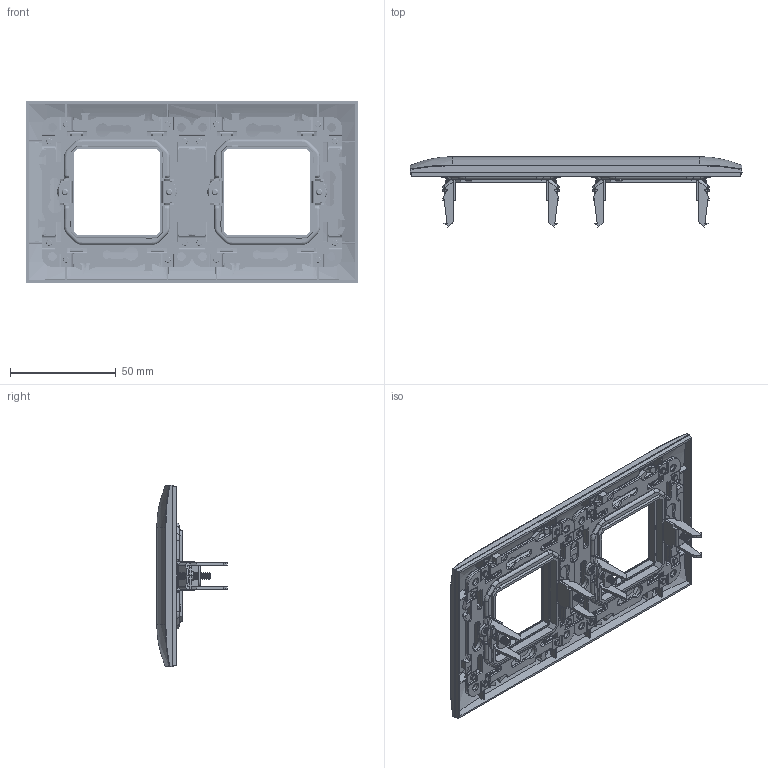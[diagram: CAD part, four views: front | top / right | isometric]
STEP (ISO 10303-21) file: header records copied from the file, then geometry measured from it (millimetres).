
FILE_DESCRIPTION (( 'STEP AP203' ), '1' );
FILE_NAME ('SK-M22 SKANDY Ðàìêà 2-ìåñò. SK-F02 IEK.STEP', '2024-06-10T08:32:06', ( '' ), ( '' ), 'SwSTEP 2.0', 'SolidWorks 2022', '' );
FILE_SCHEMA (( 'CONFIG_CONTROL_DESIGN' ));
Products named in the file (1): SK-M22 SKANDY Рамка 2-мест. SK-F02 IEK
Bounding box: 157 x 33.41 x 86 mm (x, y, z)
Volume: 36855.1 mm3; surface area: 62404.4 mm2
Topology: 17 solids, 17 shells, 4276 faces, 12076 edges, 7769 vertices
Faces by surface type: plane 2060, cylinder 1786, torus 196, bspline 156, cone 70, sphere 8
Entity records: 203662 total; most frequent: CARTESIAN_POINT 94300, ORIENTED_EDGE 24116, DIRECTION 21490, EDGE_CURVE 12058, VERTEX_POINT 7768, LINE 7364, VECTOR 7364, AXIS2_PLACEMENT_3D 7063
